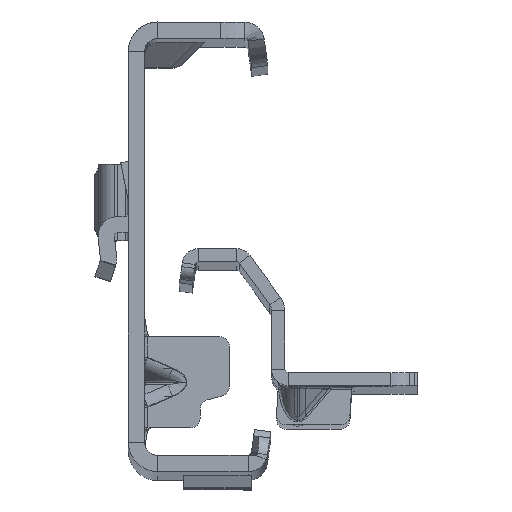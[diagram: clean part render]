
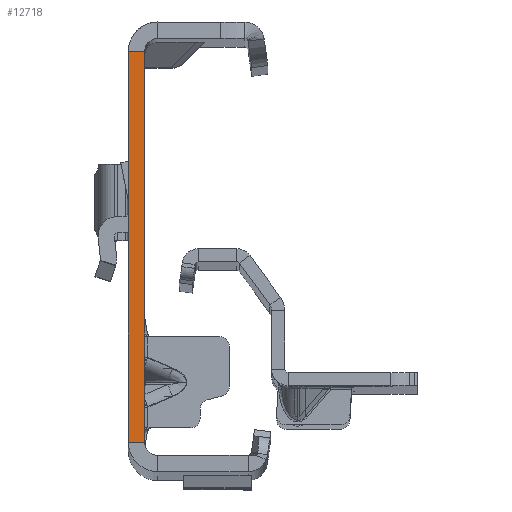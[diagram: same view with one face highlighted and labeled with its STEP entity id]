
A CAD part, top view. The second image highlights one B-rep face of the part: STEP entity #12718.
In plain terms, the highlighted planar face has unit normal (0, 0, 1).
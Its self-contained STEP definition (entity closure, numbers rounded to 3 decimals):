
#1090 = CARTESIAN_POINT ( 'NONE',  ( -2.5, -32., 0. ) ) ;
#2030 = LINE ( 'NONE', #4757, #13667 ) ;
#2051 = CARTESIAN_POINT ( 'NONE',  ( -2.5, -32., 0. ) ) ;
#2232 = DIRECTION ( 'NONE',  ( 1., 0., 0. ) ) ;
#2266 = DIRECTION ( 'NONE',  ( 0., -1., 0. ) ) ;
#2556 = VECTOR ( 'NONE', #4507, 1000. ) ;
#3487 = VERTEX_POINT ( 'NONE', #17727 ) ;
#3986 = VECTOR ( 'NONE', #2266, 1000. ) ;
#4507 = DIRECTION ( 'NONE',  ( 0., -1., 0. ) ) ;
#4516 = CARTESIAN_POINT ( 'NONE',  ( -2.5, 30., 0. ) ) ;
#4757 = CARTESIAN_POINT ( 'NONE',  ( 0., -30., 0. ) ) ;
#5886 = FACE_OUTER_BOUND ( 'NONE', #9027, .T. ) ;
#6052 = VERTEX_POINT ( 'NONE', #10883 ) ;
#6138 = LINE ( 'NONE', #11693, #2556 ) ;
#6213 = DIRECTION ( 'NONE',  ( -1., 0., 0. ) ) ;
#6517 = VERTEX_POINT ( 'NONE', #17269 ) ;
#6821 = EDGE_CURVE ( 'NONE', #6517, #12642, #14895, .T. ) ;
#6981 = EDGE_CURVE ( 'NONE', #6517, #6052, #6138, .T. ) ;
#7785 = PLANE ( 'NONE',  #9568 ) ;
#7972 = CARTESIAN_POINT ( 'NONE',  ( 0., 30., 0. ) ) ;
#8267 = EDGE_CURVE ( 'NONE', #6052, #3487, #2030, .T. ) ;
#9027 = EDGE_LOOP ( 'NONE', ( #12535, #9341, #9555, #17626 ) ) ;
#9341 = ORIENTED_EDGE ( 'NONE', *, *, #6821, .T. ) ;
#9555 = ORIENTED_EDGE ( 'NONE', *, *, #11918, .T. ) ;
#9568 = AXIS2_PLACEMENT_3D ( 'NONE', #2051, #16083, #2232 ) ;
#9624 = DIRECTION ( 'NONE',  ( -1., 0., 0. ) ) ;
#10883 = CARTESIAN_POINT ( 'NONE',  ( 0., -30., 0. ) ) ;
#11693 = CARTESIAN_POINT ( 'NONE',  ( 0., -32., 0. ) ) ;
#11918 = EDGE_CURVE ( 'NONE', #12642, #3487, #16293, .T. ) ;
#12535 = ORIENTED_EDGE ( 'NONE', *, *, #6981, .F. ) ;
#12642 = VERTEX_POINT ( 'NONE', #4516 ) ;
#12718 = ADVANCED_FACE ( 'NONE', ( #5886 ), #7785, .T. ) ;
#13346 = VECTOR ( 'NONE', #9624, 1000. ) ;
#13667 = VECTOR ( 'NONE', #6213, 1000. ) ;
#14895 = LINE ( 'NONE', #7972, #13346 ) ;
#16083 = DIRECTION ( 'NONE',  ( 0., 0., 1. ) ) ;
#16293 = LINE ( 'NONE', #1090, #3986 ) ;
#17269 = CARTESIAN_POINT ( 'NONE',  ( 0., 30., 0. ) ) ;
#17626 = ORIENTED_EDGE ( 'NONE', *, *, #8267, .F. ) ;
#17727 = CARTESIAN_POINT ( 'NONE',  ( -2.5, -30., 0. ) ) ;
